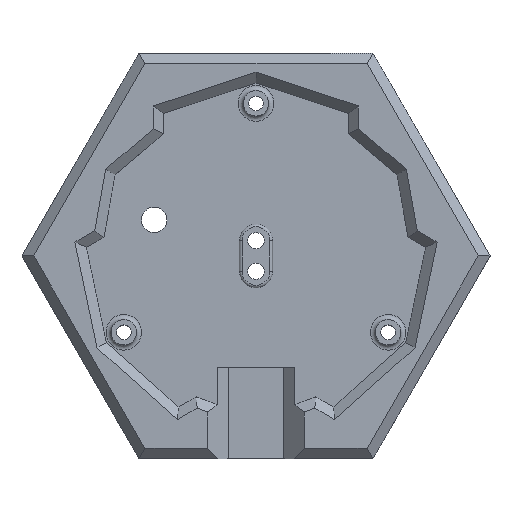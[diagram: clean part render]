
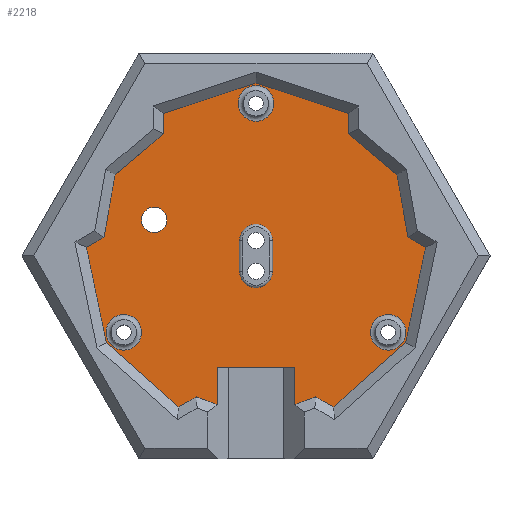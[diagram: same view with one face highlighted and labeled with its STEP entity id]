
A CAD part, top view. The second image highlights one B-rep face of the part: STEP entity #2218.
In plain terms, the highlighted planar face has unit normal (0, 0, 1).
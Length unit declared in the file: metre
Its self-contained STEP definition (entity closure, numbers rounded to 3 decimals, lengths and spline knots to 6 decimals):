
#19=PLANE('',#3090);
#153=ORIENTED_EDGE('',*,*,#1001,.T.);
#154=ORIENTED_EDGE('',*,*,#1002,.T.);
#155=ORIENTED_EDGE('',*,*,#1003,.T.);
#156=ORIENTED_EDGE('',*,*,#1004,.F.);
#157=ORIENTED_EDGE('',*,*,#1005,.T.);
#158=ORIENTED_EDGE('',*,*,#1006,.T.);
#159=ORIENTED_EDGE('',*,*,#1007,.T.);
#160=ORIENTED_EDGE('',*,*,#1008,.T.);
#161=ORIENTED_EDGE('',*,*,#1009,.T.);
#162=ORIENTED_EDGE('',*,*,#1010,.T.);
#163=ORIENTED_EDGE('',*,*,#1011,.T.);
#164=ORIENTED_EDGE('',*,*,#1012,.T.);
#165=ORIENTED_EDGE('',*,*,#1013,.T.);
#166=ORIENTED_EDGE('',*,*,#1014,.T.);
#167=ORIENTED_EDGE('',*,*,#1015,.T.);
#168=ORIENTED_EDGE('',*,*,#1016,.T.);
#169=ORIENTED_EDGE('',*,*,#1017,.T.);
#170=ORIENTED_EDGE('',*,*,#1018,.T.);
#171=ORIENTED_EDGE('',*,*,#1019,.T.);
#172=ORIENTED_EDGE('',*,*,#1020,.T.);
#173=ORIENTED_EDGE('',*,*,#1021,.T.);
#174=ORIENTED_EDGE('',*,*,#1022,.T.);
#175=ORIENTED_EDGE('',*,*,#1023,.T.);
#176=ORIENTED_EDGE('',*,*,#1024,.T.);
#177=ORIENTED_EDGE('',*,*,#1025,.T.);
#178=ORIENTED_EDGE('',*,*,#1026,.T.);
#179=ORIENTED_EDGE('',*,*,#1027,.T.);
#180=ORIENTED_EDGE('',*,*,#1028,.T.);
#181=ORIENTED_EDGE('',*,*,#1029,.T.);
#1001=EDGE_CURVE('',#1423,#1423,#1695,.T.);
#1002=EDGE_CURVE('',#1424,#1425,#2415,.T.);
#1003=EDGE_CURVE('',#1425,#1426,#2416,.T.);
#1004=EDGE_CURVE('',#1427,#1426,#2417,.T.);
#1005=EDGE_CURVE('',#1427,#1428,#2418,.T.);
#1006=EDGE_CURVE('',#1428,#1429,#2419,.T.);
#1007=EDGE_CURVE('',#1429,#1430,#2420,.T.);
#1008=EDGE_CURVE('',#1430,#1431,#2421,.T.);
#1009=EDGE_CURVE('',#1431,#1432,#2422,.T.);
#1010=EDGE_CURVE('',#1432,#1433,#2423,.T.);
#1011=EDGE_CURVE('',#1433,#1434,#2424,.T.);
#1012=EDGE_CURVE('',#1434,#1435,#2425,.T.);
#1013=EDGE_CURVE('',#1435,#1436,#2426,.T.);
#1014=EDGE_CURVE('',#1436,#1437,#2427,.T.);
#1015=EDGE_CURVE('',#1437,#1438,#2428,.T.);
#1016=EDGE_CURVE('',#1438,#1439,#2429,.T.);
#1017=EDGE_CURVE('',#1439,#1440,#2430,.T.);
#1018=EDGE_CURVE('',#1440,#1441,#2431,.T.);
#1019=EDGE_CURVE('',#1441,#1442,#2432,.T.);
#1020=EDGE_CURVE('',#1442,#1443,#2433,.T.);
#1021=EDGE_CURVE('',#1443,#1444,#2434,.T.);
#1022=EDGE_CURVE('',#1444,#1424,#2435,.T.);
#1023=EDGE_CURVE('',#1445,#1445,#1696,.T.);
#1024=EDGE_CURVE('',#1446,#1446,#1697,.T.);
#1025=EDGE_CURVE('',#1447,#1447,#1698,.T.);
#1026=EDGE_CURVE('',#1448,#1449,#1699,.F.);
#1027=EDGE_CURVE('',#1449,#1450,#2436,.T.);
#1028=EDGE_CURVE('',#1450,#1451,#1700,.F.);
#1029=EDGE_CURVE('',#1451,#1448,#2437,.T.);
#1423=VERTEX_POINT('',#4227);
#1424=VERTEX_POINT('',#4229);
#1425=VERTEX_POINT('',#4230);
#1426=VERTEX_POINT('',#4232);
#1427=VERTEX_POINT('',#4234);
#1428=VERTEX_POINT('',#4236);
#1429=VERTEX_POINT('',#4238);
#1430=VERTEX_POINT('',#4240);
#1431=VERTEX_POINT('',#4242);
#1432=VERTEX_POINT('',#4244);
#1433=VERTEX_POINT('',#4246);
#1434=VERTEX_POINT('',#4248);
#1435=VERTEX_POINT('',#4250);
#1436=VERTEX_POINT('',#4252);
#1437=VERTEX_POINT('',#4254);
#1438=VERTEX_POINT('',#4256);
#1439=VERTEX_POINT('',#4258);
#1440=VERTEX_POINT('',#4260);
#1441=VERTEX_POINT('',#4262);
#1442=VERTEX_POINT('',#4264);
#1443=VERTEX_POINT('',#4266);
#1444=VERTEX_POINT('',#4268);
#1445=VERTEX_POINT('',#4271);
#1446=VERTEX_POINT('',#4273);
#1447=VERTEX_POINT('',#4275);
#1448=VERTEX_POINT('',#4277);
#1449=VERTEX_POINT('',#4278);
#1450=VERTEX_POINT('',#4280);
#1451=VERTEX_POINT('',#4282);
#1695=CIRCLE('',#3091,0.0025);
#1696=CIRCLE('',#3092,0.0035);
#1697=CIRCLE('',#3093,0.0035);
#1698=CIRCLE('',#3094,0.0035);
#1699=CIRCLE('',#3095,0.00325);
#1700=CIRCLE('',#3096,0.00325);
#1787=EDGE_LOOP('',(#153));
#1788=EDGE_LOOP('',(#154,#155,#156,#157,#158,#159,#160,#161,#162,#163,#164,
#165,#166,#167,#168,#169,#170,#171,#172,#173,#174));
#1789=EDGE_LOOP('',(#175));
#1790=EDGE_LOOP('',(#176));
#1791=EDGE_LOOP('',(#177));
#1792=EDGE_LOOP('',(#178,#179,#180,#181));
#1981=FACE_BOUND('',#1787,.T.);
#1982=FACE_BOUND('',#1788,.T.);
#1983=FACE_BOUND('',#1789,.T.);
#1984=FACE_BOUND('',#1790,.T.);
#1985=FACE_BOUND('',#1791,.T.);
#1986=FACE_BOUND('',#1792,.T.);
#2218=ADVANCED_FACE('',(#1981,#1982,#1983,#1984,#1985,#1986),#19,.F.);
#2415=LINE('',#4228,#2751);
#2416=LINE('',#4231,#2752);
#2417=LINE('',#4233,#2753);
#2418=LINE('',#4235,#2754);
#2419=LINE('',#4237,#2755);
#2420=LINE('',#4239,#2756);
#2421=LINE('',#4241,#2757);
#2422=LINE('',#4243,#2758);
#2423=LINE('',#4245,#2759);
#2424=LINE('',#4247,#2760);
#2425=LINE('',#4249,#2761);
#2426=LINE('',#4251,#2762);
#2427=LINE('',#4253,#2763);
#2428=LINE('',#4255,#2764);
#2429=LINE('',#4257,#2765);
#2430=LINE('',#4259,#2766);
#2431=LINE('',#4261,#2767);
#2432=LINE('',#4263,#2768);
#2433=LINE('',#4265,#2769);
#2434=LINE('',#4267,#2770);
#2435=LINE('',#4269,#2771);
#2436=LINE('',#4279,#2772);
#2437=LINE('',#4283,#2773);
#2751=VECTOR('',#3376,1.);
#2752=VECTOR('',#3377,1.);
#2753=VECTOR('',#3378,1.);
#2754=VECTOR('',#3379,1.);
#2755=VECTOR('',#3380,1.);
#2756=VECTOR('',#3381,1.);
#2757=VECTOR('',#3382,1.);
#2758=VECTOR('',#3383,1.);
#2759=VECTOR('',#3384,1.);
#2760=VECTOR('',#3385,1.);
#2761=VECTOR('',#3386,1.);
#2762=VECTOR('',#3387,1.);
#2763=VECTOR('',#3388,1.);
#2764=VECTOR('',#3389,1.);
#2765=VECTOR('',#3390,1.);
#2766=VECTOR('',#3391,1.);
#2767=VECTOR('',#3392,1.);
#2768=VECTOR('',#3393,1.);
#2769=VECTOR('',#3394,1.);
#2770=VECTOR('',#3395,1.);
#2771=VECTOR('',#3396,1.);
#2772=VECTOR('',#3405,1.);
#2773=VECTOR('',#3408,1.);
#3090=AXIS2_PLACEMENT_3D('',#4225,#3372,#3373);
#3091=AXIS2_PLACEMENT_3D('',#4226,#3374,#3375);
#3092=AXIS2_PLACEMENT_3D('',#4270,#3397,#3398);
#3093=AXIS2_PLACEMENT_3D('',#4272,#3399,#3400);
#3094=AXIS2_PLACEMENT_3D('',#4274,#3401,#3402);
#3095=AXIS2_PLACEMENT_3D('',#4276,#3403,#3404);
#3096=AXIS2_PLACEMENT_3D('',#4281,#3406,#3407);
#3372=DIRECTION('',(0.,0.,-1.));
#3373=DIRECTION('',(0.,1.,0.));
#3374=DIRECTION('',(0.,0.,-1.));
#3375=DIRECTION('',(0.,1.,0.));
#3376=DIRECTION('',(0.94,-0.342,0.));
#3377=DIRECTION('',(0.,1.,0.));
#3378=DIRECTION('',(-1.,0.,0.));
#3379=DIRECTION('',(0.,-1.,0.));
#3380=DIRECTION('',(0.94,0.342,0.));
#3381=DIRECTION('',(0.866,-0.5,0.));
#3382=DIRECTION('',(0.746,0.666,0.));
#3383=DIRECTION('',(0.204,0.979,0.));
#3384=DIRECTION('',(-0.866,0.5,0.));
#3385=DIRECTION('',(-0.174,0.985,0.));
#3386=DIRECTION('',(-0.766,0.643,0.));
#3387=DIRECTION('',(0.,1.,0.));
#3388=DIRECTION('',(-0.95,0.312,0.));
#3389=DIRECTION('',(-0.95,-0.312,0.));
#3390=DIRECTION('',(0.,-1.,0.));
#3391=DIRECTION('',(-0.766,-0.643,0.));
#3392=DIRECTION('',(-0.174,-0.985,0.));
#3393=DIRECTION('',(-0.866,-0.5,0.));
#3394=DIRECTION('',(0.204,-0.979,0.));
#3395=DIRECTION('',(0.746,-0.666,0.));
#3396=DIRECTION('',(0.866,0.5,0.));
#3397=DIRECTION('',(0.,0.,-1.));
#3398=DIRECTION('',(0.,1.,0.));
#3399=DIRECTION('',(0.,0.,-1.));
#3400=DIRECTION('',(0.,1.,0.));
#3401=DIRECTION('',(0.,0.,-1.));
#3402=DIRECTION('',(0.,1.,0.));
#3403=DIRECTION('',(0.,0.,1.));
#3404=DIRECTION('',(1.,0.,0.));
#3405=DIRECTION('',(0.,1.,0.));
#3406=DIRECTION('',(0.,0.,1.));
#3407=DIRECTION('',(1.,0.,0.));
#3408=DIRECTION('',(0.,-1.,0.));
#4225=CARTESIAN_POINT('',(0.,0.,0.005));
#4226=CARTESIAN_POINT('',(0.00299,0.046937,0.005));
#4227=CARTESIAN_POINT('',(0.00299,0.049437,0.005));
#4228=CARTESIAN_POINT('',(0.011254,0.012112,0.005));
#4229=CARTESIAN_POINT('',(0.011254,0.012112,0.005));
#4230=CARTESIAN_POINT('',(0.0155,0.010567,0.005));
#4231=CARTESIAN_POINT('',(0.0155,0.,0.005));
#4232=CARTESIAN_POINT('',(0.0155,0.018,0.005));
#4233=CARTESIAN_POINT('',(0.,0.018,0.005));
#4234=CARTESIAN_POINT('',(0.0305,0.018,0.005));
#4235=CARTESIAN_POINT('',(0.0305,0.,0.005));
#4236=CARTESIAN_POINT('',(0.0305,0.010567,0.005));
#4237=CARTESIAN_POINT('',(0.023,0.007837,0.005));
#4238=CARTESIAN_POINT('',(0.034746,0.012112,0.005));
#4239=CARTESIAN_POINT('',(0.034746,0.012112,0.005));
#4240=CARTESIAN_POINT('',(0.03821,0.010112,0.005));
#4241=CARTESIAN_POINT('',(0.03821,0.010112,0.005));
#4242=CARTESIAN_POINT('',(0.052445,0.022837,0.005));
#4243=CARTESIAN_POINT('',(0.052445,0.022837,0.005));
#4244=CARTESIAN_POINT('',(0.056348,0.041527,0.005));
#4245=CARTESIAN_POINT('',(0.056348,0.041527,0.005));
#4246=CARTESIAN_POINT('',(0.052883,0.043527,0.005));
#4247=CARTESIAN_POINT('',(0.052883,0.043527,0.005));
#4248=CARTESIAN_POINT('',(0.050713,0.055837,0.005));
#4249=CARTESIAN_POINT('',(0.050713,0.055837,0.005));
#4250=CARTESIAN_POINT('',(0.041137,0.063872,0.005));
#4251=CARTESIAN_POINT('',(0.041137,0.063872,0.005));
#4252=CARTESIAN_POINT('',(0.041137,0.067872,0.005));
#4253=CARTESIAN_POINT('',(0.041137,0.067872,0.005));
#4254=CARTESIAN_POINT('',(0.023,0.073837,0.005));
#4255=CARTESIAN_POINT('',(0.023,0.073837,0.005));
#4256=CARTESIAN_POINT('',(0.004863,0.067872,0.005));
#4257=CARTESIAN_POINT('',(0.004863,0.067872,0.005));
#4258=CARTESIAN_POINT('',(0.004863,0.063872,0.005));
#4259=CARTESIAN_POINT('',(0.004863,0.063872,0.005));
#4260=CARTESIAN_POINT('',(-0.004713,0.055837,0.005));
#4261=CARTESIAN_POINT('',(-0.004713,0.055837,0.005));
#4262=CARTESIAN_POINT('',(-0.006883,0.043527,0.005));
#4263=CARTESIAN_POINT('',(-0.006883,0.043527,0.005));
#4264=CARTESIAN_POINT('',(-0.010348,0.041527,0.005));
#4265=CARTESIAN_POINT('',(-0.010348,0.041527,0.005));
#4266=CARTESIAN_POINT('',(-0.006445,0.022837,0.005));
#4267=CARTESIAN_POINT('',(-0.006445,0.022837,0.005));
#4268=CARTESIAN_POINT('',(0.00779,0.010112,0.005));
#4269=CARTESIAN_POINT('',(0.00779,0.010112,0.005));
#4270=CARTESIAN_POINT('',(-0.002981,0.024837,0.005));
#4271=CARTESIAN_POINT('',(-0.002981,0.028337,0.005));
#4272=CARTESIAN_POINT('',(0.023,0.069837,0.005));
#4273=CARTESIAN_POINT('',(0.023,0.073337,0.005));
#4274=CARTESIAN_POINT('',(0.048981,0.024837,0.005));
#4275=CARTESIAN_POINT('',(0.048981,0.028337,0.005));
#4276=CARTESIAN_POINT('',(0.023,0.036837,0.005));
#4277=CARTESIAN_POINT('',(0.02625,0.036837,0.005));
#4278=CARTESIAN_POINT('',(0.01975,0.036837,0.005));
#4279=CARTESIAN_POINT('',(0.01975,0.036837,0.005));
#4280=CARTESIAN_POINT('',(0.01975,0.042837,0.005));
#4281=CARTESIAN_POINT('',(0.023,0.042837,0.005));
#4282=CARTESIAN_POINT('',(0.02625,0.042837,0.005));
#4283=CARTESIAN_POINT('',(0.02625,0.036837,0.005));
